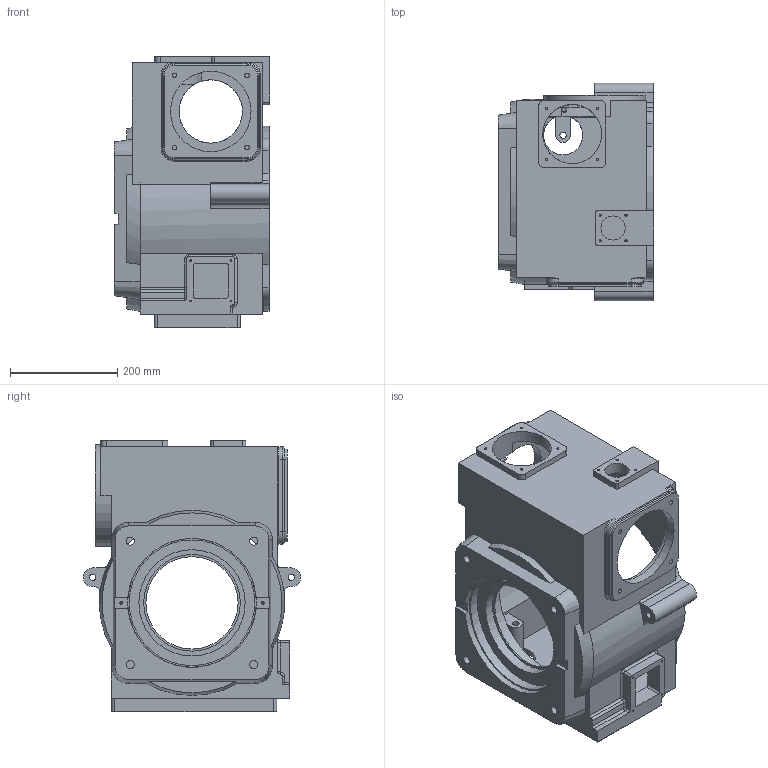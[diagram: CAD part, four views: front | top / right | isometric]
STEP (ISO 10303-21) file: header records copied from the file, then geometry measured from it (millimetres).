
FILE_DESCRIPTION(('STEP AP203'), '1');
FILE_NAME('731347.001_扻豵鵨', '2025-05-14T04:49:03', ('user'), (''), 'C3D Converter', 'C3D Toolkit', '');
FILE_SCHEMA(('CONFIG_CONTROL_DESIGN'));
Length unit declared in the file: millimetre
Products named in the file (1): ВЗИС.731347.001-01
Bounding box: 289 x 405 x 505 mm (x, y, z)
Volume: 9062805.3 mm3; surface area: 1357107.9 mm2
Topology: 1 solids, 1 shells, 421 faces, 1118 edges, 717 vertices
Faces by surface type: plane 188, cylinder 168, cone 33, torus 18, bspline 11, sphere 3
Full cylindrical faces by diameter (mm): 3.242 x4, 4.134 x15, 4.917 x3, 8.376 x8, 10 x2, 10.106 x4, 11.835 x2, 12 x4, 15.294 x4, 45 x2, 73 x1, 110 x1, 118 x1, 145 x1, 150 x1, 160 x1, 172 x1, 180 x1, 190 x1, 198 x1, 211 x1, 225 x1, 234 x1, 240 x1, 325 x1
Entity records: 18774 total; most frequent: CARTESIAN_POINT 5116, DIRECTION 2158, ORIENTED_EDGE 2036, EDGE_CURVE 1018, AXIS2_PLACEMENT_3D 815, VERTEX_POINT 699, EDGE_LOOP 571, LINE 528
